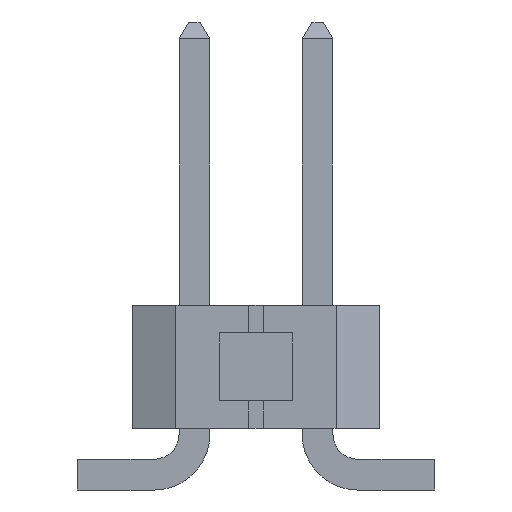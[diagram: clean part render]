
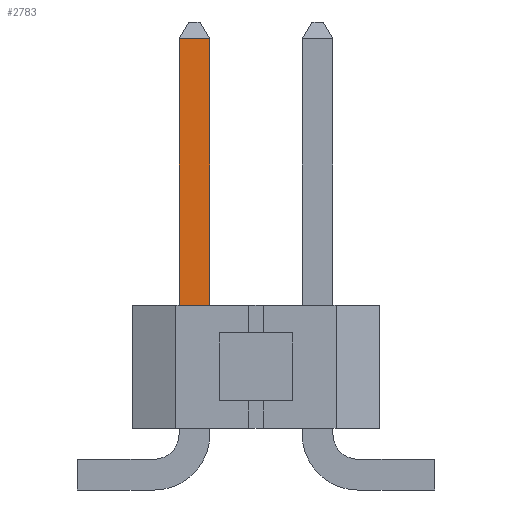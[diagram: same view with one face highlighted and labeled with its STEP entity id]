
A CAD part, left-side view. The second image highlights one B-rep face of the part: STEP entity #2783.
In plain terms, the highlighted planar face has unit normal (-1, 0, 0).
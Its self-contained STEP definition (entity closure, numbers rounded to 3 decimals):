
#558 = VERTEX_POINT ( 'NONE', #7594 ) ;
#765 = CARTESIAN_POINT ( 'NONE',  ( -4.128, 2.098, 1.145 ) ) ;
#949 = CARTESIAN_POINT ( 'NONE',  ( -4.128, 0.953, 1.145 ) ) ;
#1017 = VERTEX_POINT ( 'NONE', #1061 ) ;
#1061 = CARTESIAN_POINT ( 'NONE',  ( -4.128, 1.588, 3.81 ) ) ;
#1180 = VERTEX_POINT ( 'NONE', #5785 ) ;
#1295 = AXIS2_PLACEMENT_3D ( 'NONE', #765, #7614, #7661 ) ;
#1587 = CARTESIAN_POINT ( 'NONE',  ( -4.128, 2.098, 9.304 ) ) ;
#2021 = VECTOR ( 'NONE', #3542, 1000. ) ;
#2195 = DIRECTION ( 'NONE',  ( 0., 1., 0. ) ) ;
#2360 = ORIENTED_EDGE ( 'NONE', *, *, #3583, .T. ) ;
#2783 = ADVANCED_FACE ( 'NONE', ( #6589 ), #10558, .F. ) ;
#3052 = ORIENTED_EDGE ( 'NONE', *, *, #3606, .F. ) ;
#3260 = CARTESIAN_POINT ( 'NONE',  ( -4.128, 1.588, 9.304 ) ) ;
#3542 = DIRECTION ( 'NONE',  ( 0., 0., 1. ) ) ;
#3583 = EDGE_CURVE ( 'NONE', #1180, #6265, #10789, .T. ) ;
#3606 = EDGE_CURVE ( 'NONE', #1017, #6265, #11564, .T. ) ;
#4371 = VECTOR ( 'NONE', #4890, 1000. ) ;
#4513 = DIRECTION ( 'NONE',  ( 0., 1., 0. ) ) ;
#4890 = DIRECTION ( 'NONE',  ( 0., 0., -1. ) ) ;
#5283 = ORIENTED_EDGE ( 'NONE', *, *, #8171, .F. ) ;
#5289 = CARTESIAN_POINT ( 'NONE',  ( -4.128, 0., 3.81 ) ) ;
#5294 = LINE ( 'NONE', #949, #4371 ) ;
#5785 = CARTESIAN_POINT ( 'NONE',  ( -4.128, 0.953, 9.304 ) ) ;
#6265 = VERTEX_POINT ( 'NONE', #3260 ) ;
#6589 = FACE_OUTER_BOUND ( 'NONE', #7757, .T. ) ;
#7594 = CARTESIAN_POINT ( 'NONE',  ( -4.128, 0.953, 3.81 ) ) ;
#7614 = DIRECTION ( 'NONE',  ( 1., 0., 0. ) ) ;
#7661 = DIRECTION ( 'NONE',  ( 0., 0., -1. ) ) ;
#7757 = EDGE_LOOP ( 'NONE', ( #5283, #2360, #3052, #8051 ) ) ;
#7857 = VECTOR ( 'NONE', #4513, 1000. ) ;
#8051 = ORIENTED_EDGE ( 'NONE', *, *, #12718, .F. ) ;
#8171 = EDGE_CURVE ( 'NONE', #1180, #558, #5294, .T. ) ;
#8468 = LINE ( 'NONE', #5289, #11845 ) ;
#8540 = CARTESIAN_POINT ( 'NONE',  ( -4.128, 1.588, 9.65 ) ) ;
#10558 = PLANE ( 'NONE',  #1295 ) ;
#10789 = LINE ( 'NONE', #1587, #7857 ) ;
#11564 = LINE ( 'NONE', #8540, #2021 ) ;
#11845 = VECTOR ( 'NONE', #2195, 1000. ) ;
#12718 = EDGE_CURVE ( 'NONE', #558, #1017, #8468, .T. ) ;
